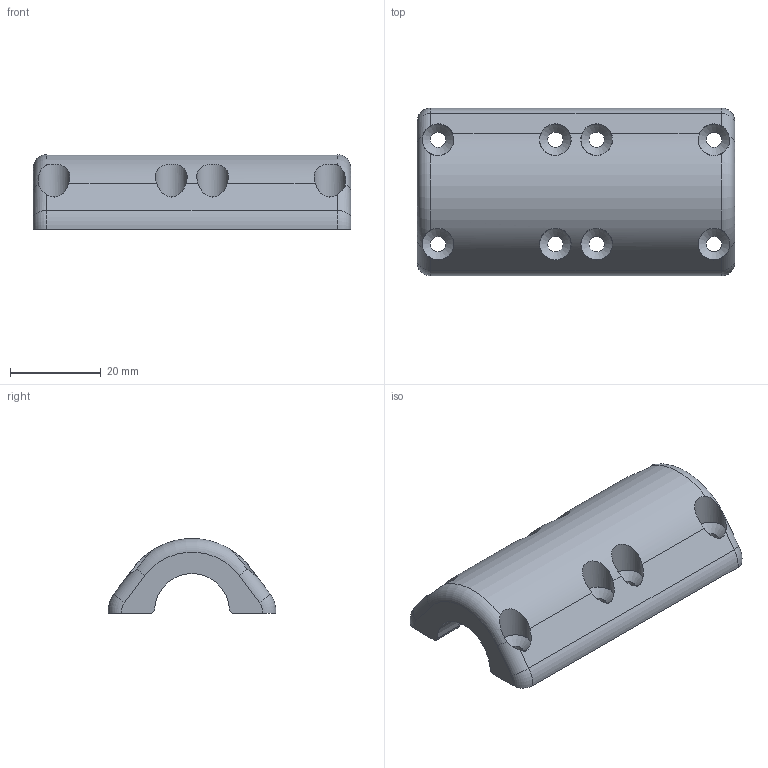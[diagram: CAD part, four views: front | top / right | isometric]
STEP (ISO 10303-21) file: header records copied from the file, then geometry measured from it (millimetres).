
FILE_DESCRIPTION(/* description */ (''),/* implementation_level */ '2;1');
FILE_NAME(/* name */ 'Boom Joint Outer Cap Bearing Style.stp',/* time_stamp */ '2016-11-12T14:47:51-08:00',/* author */ (''),/* organization */ (''),/* preprocessor_version */ 'ST-DEVELOPER v15.2',/* originating_system */ 'Autodesk Translator Framework v2.0.0.5431',/* authorisation */ '');
FILE_SCHEMA (('AUTOMOTIVE_DESIGN { 1 0 10303 214 3 1 1 }'));
Length unit declared in the file: centimetre
Products named in the file (1): (Unsaved)
Bounding box: 70 x 36.98 x 16.45 mm (x, y, z)
Volume: 18003.9 mm3; surface area: 9118.9 mm2
Topology: 1 solids, 1 shells, 98 faces, 284 edges, 172 vertices
Faces by surface type: cylinder 42, plane 22, cone 16, torus 10, bspline 8
Full cylindrical faces by diameter (mm): 3.4 x8, 7 x8
Entity records: 3807 total; most frequent: CARTESIAN_POINT 1585, DIRECTION 444, ORIENTED_EDGE 440, EDGE_CURVE 220, AXIS2_PLACEMENT_3D 189, VERTEX_POINT 148, EDGE_LOOP 138, FACE_OUTER_BOUND 98
